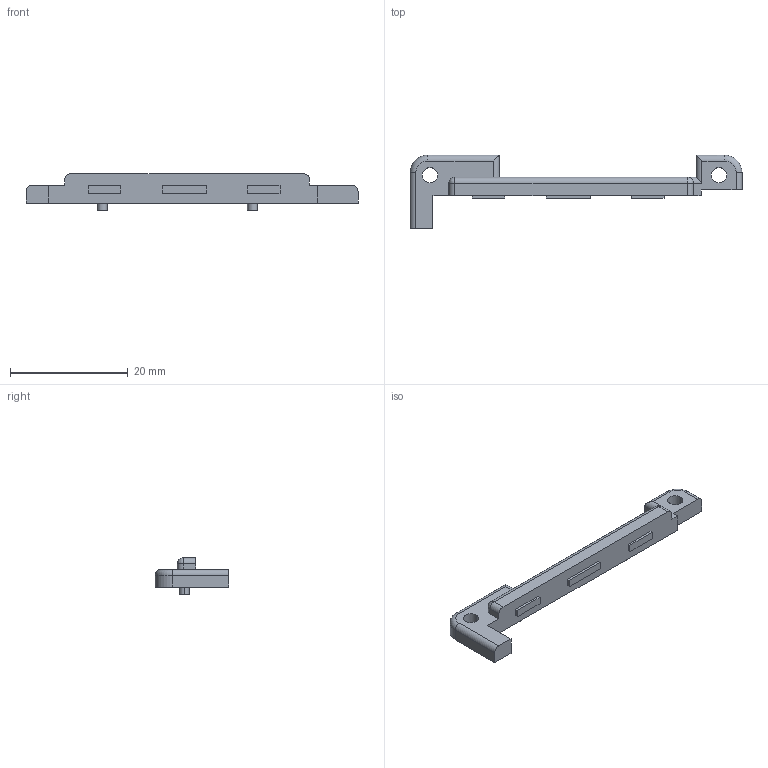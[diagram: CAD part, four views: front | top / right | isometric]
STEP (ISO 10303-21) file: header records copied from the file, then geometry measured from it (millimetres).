
FILE_DESCRIPTION (( 'STEP AP203' ), '1' );
FILE_NAME ('NP0183_FRONT ISS-A.STEP', '2017-03-09T08:53:02', ( '' ), ( '' ), 'SwSTEP 2.0', 'SolidWorks 2016', '' );
FILE_SCHEMA (( 'CONFIG_CONTROL_DESIGN' ));
Length unit declared in the file: millimetre
Products named in the file (1): NP0183_FRONT ISS-A
Bounding box: 56.3 x 12.5 x 6.2 mm (x, y, z)
Volume: 1047.8 mm3; surface area: 1170.5 mm2
Topology: 1 solids, 1 shells, 61 faces, 150 edges, 94 vertices
Faces by surface type: plane 35, cylinder 22, torus 2, sphere 2
Entity records: 1853 total; most frequent: CARTESIAN_POINT 316, DIRECTION 306, ORIENTED_EDGE 296, EDGE_CURVE 148, LINE 106, VECTOR 106, AXIS2_PLACEMENT_3D 100, VERTEX_POINT 94
